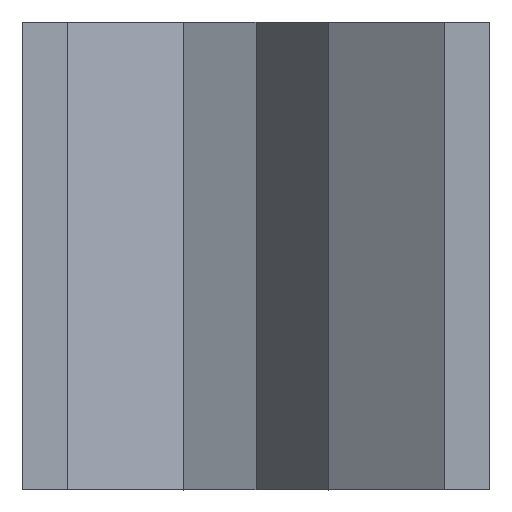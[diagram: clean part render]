
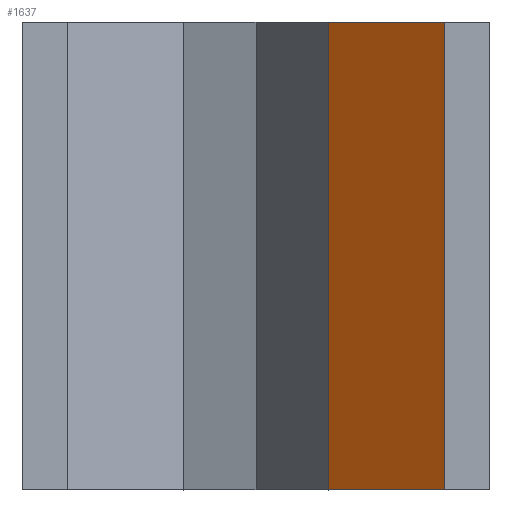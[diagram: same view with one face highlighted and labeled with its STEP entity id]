
A CAD part, top view. The second image highlights one B-rep face of the part: STEP entity #1637.
In plain terms, the highlighted planar face has unit normal (-0.588, 0, 0.809).
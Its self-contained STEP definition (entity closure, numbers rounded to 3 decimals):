
#24 = VERTEX_POINT('',#25);
#25 = CARTESIAN_POINT('',(8.09,10.,-3.122));
#32 = PLANE('',#33);
#33 = AXIS2_PLACEMENT_3D('',#34,#35,#36);
#34 = CARTESIAN_POINT('',(8.09,10.,-4.122));
#35 = DIRECTION('',(1.,0.,-0.));
#36 = DIRECTION('',(0.,-1.,0.));
#44 = PLANE('',#45);
#45 = AXIS2_PLACEMENT_3D('',#46,#47,#48);
#46 = CARTESIAN_POINT('',(-8.09,10.,-15.878));
#47 = DIRECTION('',(0.,1.,0.));
#48 = DIRECTION('',(0.809,-0.,0.588));
#56 = EDGE_CURVE('',#24,#57,#59,.T.);
#57 = VERTEX_POINT('',#58);
#58 = CARTESIAN_POINT('',(8.09,-10.,-3.122));
#59 = SURFACE_CURVE('',#60,(#64,#71),.PCURVE_S1.);
#60 = LINE('',#61,#62);
#61 = CARTESIAN_POINT('',(8.09,10.,-3.122));
#62 = VECTOR('',#63,1.);
#63 = DIRECTION('',(0.,-1.,0.));
#64 = PCURVE('',#32,#65);
#65 = DEFINITIONAL_REPRESENTATION('',(#66),#70);
#66 = LINE('',#67,#68);
#67 = CARTESIAN_POINT('',(0.,-1.));
#68 = VECTOR('',#69,1.);
#69 = DIRECTION('',(1.,0.));
#70 = ( GEOMETRIC_REPRESENTATION_CONTEXT(2) 
PARAMETRIC_REPRESENTATION_CONTEXT() REPRESENTATION_CONTEXT('2D SPACE',''
  ) );
#71 = PCURVE('',#72,#77);
#72 = PLANE('',#73);
#73 = AXIS2_PLACEMENT_3D('',#74,#75,#76);
#74 = CARTESIAN_POINT('',(0.,0.,-9.));
#75 = DIRECTION('',(0.588,-0.,-0.809));
#76 = DIRECTION('',(-0.809,0.,-0.588));
#77 = DEFINITIONAL_REPRESENTATION('',(#78),#82);
#78 = LINE('',#79,#80);
#79 = CARTESIAN_POINT('',(-10.,10.));
#80 = VECTOR('',#81,1.);
#81 = DIRECTION('',(-0.,-1.));
#82 = ( GEOMETRIC_REPRESENTATION_CONTEXT(2) 
PARAMETRIC_REPRESENTATION_CONTEXT() REPRESENTATION_CONTEXT('2D SPACE',''
  ) );
#100 = PLANE('',#101);
#101 = AXIS2_PLACEMENT_3D('',#102,#103,#104);
#102 = CARTESIAN_POINT('',(8.09,-10.,-4.122));
#103 = DIRECTION('',(-0.,-1.,0.));
#104 = DIRECTION('',(-0.809,0.,-0.588));
#480 = VERTEX_POINT('',#481);
#481 = CARTESIAN_POINT('',(0.425,10.,-8.691));
#495 = PLANE('',#496);
#496 = AXIS2_PLACEMENT_3D('',#497,#498,#499);
#497 = CARTESIAN_POINT('',(0.,0.,-10.));
#498 = DIRECTION('',(0.951,0.,-0.309));
#499 = DIRECTION('',(0.309,0.,0.951));
#507 = EDGE_CURVE('',#480,#24,#508,.T.);
#508 = SURFACE_CURVE('',#509,(#513,#520),.PCURVE_S1.);
#509 = LINE('',#510,#511);
#510 = CARTESIAN_POINT('',(-8.09,10.,-14.878));
#511 = VECTOR('',#512,1.);
#512 = DIRECTION('',(0.809,0.,0.588));
#513 = PCURVE('',#44,#514);
#514 = DEFINITIONAL_REPRESENTATION('',(#515),#519);
#515 = LINE('',#516,#517);
#516 = CARTESIAN_POINT('',(0.588,-0.809));
#517 = VECTOR('',#518,1.);
#518 = DIRECTION('',(1.,0.));
#519 = ( GEOMETRIC_REPRESENTATION_CONTEXT(2) 
PARAMETRIC_REPRESENTATION_CONTEXT() REPRESENTATION_CONTEXT('2D SPACE',''
  ) );
#520 = PCURVE('',#72,#521);
#521 = DEFINITIONAL_REPRESENTATION('',(#522),#526);
#522 = LINE('',#523,#524);
#523 = CARTESIAN_POINT('',(10.,10.));
#524 = VECTOR('',#525,1.);
#525 = DIRECTION('',(-1.,0.));
#526 = ( GEOMETRIC_REPRESENTATION_CONTEXT(2) 
PARAMETRIC_REPRESENTATION_CONTEXT() REPRESENTATION_CONTEXT('2D SPACE',''
  ) );
#945 = EDGE_CURVE('',#57,#946,#948,.T.);
#946 = VERTEX_POINT('',#947);
#947 = CARTESIAN_POINT('',(0.425,-10.,-8.691));
#948 = SURFACE_CURVE('',#949,(#953,#960),.PCURVE_S1.);
#949 = LINE('',#950,#951);
#950 = CARTESIAN_POINT('',(8.09,-10.,-3.122));
#951 = VECTOR('',#952,1.);
#952 = DIRECTION('',(-0.809,0.,-0.588));
#953 = PCURVE('',#100,#954);
#954 = DEFINITIONAL_REPRESENTATION('',(#955),#959);
#955 = LINE('',#956,#957);
#956 = CARTESIAN_POINT('',(-0.588,-0.809));
#957 = VECTOR('',#958,1.);
#958 = DIRECTION('',(1.,0.));
#959 = ( GEOMETRIC_REPRESENTATION_CONTEXT(2) 
PARAMETRIC_REPRESENTATION_CONTEXT() REPRESENTATION_CONTEXT('2D SPACE',''
  ) );
#960 = PCURVE('',#72,#961);
#961 = DEFINITIONAL_REPRESENTATION('',(#962),#966);
#962 = LINE('',#963,#964);
#963 = CARTESIAN_POINT('',(-10.,-10.));
#964 = VECTOR('',#965,1.);
#965 = DIRECTION('',(1.,0.));
#966 = ( GEOMETRIC_REPRESENTATION_CONTEXT(2) 
PARAMETRIC_REPRESENTATION_CONTEXT() REPRESENTATION_CONTEXT('2D SPACE',''
  ) );
#1637 = ADVANCED_FACE('',(#1638),#72,.F.);
#1638 = FACE_BOUND('',#1639,.F.);
#1639 = EDGE_LOOP('',(#1640,#1641,#1662,#1663));
#1640 = ORIENTED_EDGE('',*,*,#945,.T.);
#1641 = ORIENTED_EDGE('',*,*,#1642,.T.);
#1642 = EDGE_CURVE('',#946,#480,#1643,.T.);
#1643 = SURFACE_CURVE('',#1644,(#1648,#1655),.PCURVE_S1.);
#1644 = LINE('',#1645,#1646);
#1645 = CARTESIAN_POINT('',(0.425,0.,-8.691));
#1646 = VECTOR('',#1647,1.);
#1647 = DIRECTION('',(-0.,1.,-0.));
#1648 = PCURVE('',#72,#1649);
#1649 = DEFINITIONAL_REPRESENTATION('',(#1650),#1654);
#1650 = LINE('',#1651,#1652);
#1651 = CARTESIAN_POINT('',(-0.526,0.));
#1652 = VECTOR('',#1653,1.);
#1653 = DIRECTION('',(0.,1.));
#1654 = ( GEOMETRIC_REPRESENTATION_CONTEXT(2) 
PARAMETRIC_REPRESENTATION_CONTEXT() REPRESENTATION_CONTEXT('2D SPACE',''
  ) );
#1655 = PCURVE('',#495,#1656);
#1656 = DEFINITIONAL_REPRESENTATION('',(#1657),#1661);
#1657 = LINE('',#1658,#1659);
#1658 = CARTESIAN_POINT('',(1.376,0.));
#1659 = VECTOR('',#1660,1.);
#1660 = DIRECTION('',(0.,-1.));
#1661 = ( GEOMETRIC_REPRESENTATION_CONTEXT(2) 
PARAMETRIC_REPRESENTATION_CONTEXT() REPRESENTATION_CONTEXT('2D SPACE',''
  ) );
#1662 = ORIENTED_EDGE('',*,*,#507,.T.);
#1663 = ORIENTED_EDGE('',*,*,#56,.T.);
